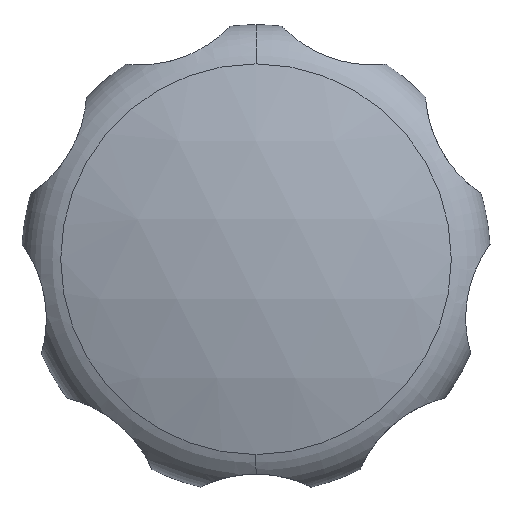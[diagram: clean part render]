
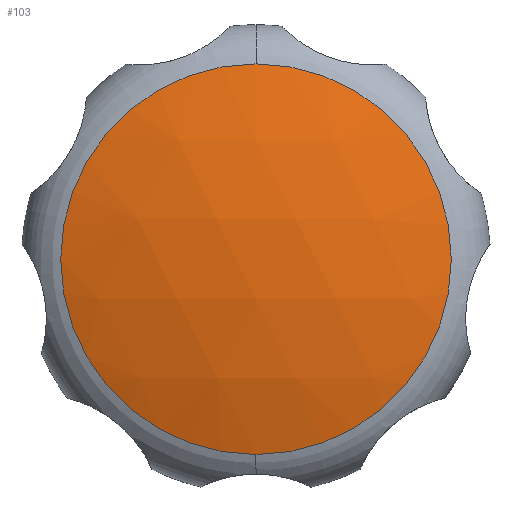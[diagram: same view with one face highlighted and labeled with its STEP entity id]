
A CAD part, top view. The second image highlights one B-rep face of the part: STEP entity #103.
In plain terms, the highlighted spherical face has radius 80.561 mm.
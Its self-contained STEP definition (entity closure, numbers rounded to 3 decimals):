
#103=ADVANCED_FACE('',(#201),#202,.T.);
#201=FACE_OUTER_BOUND('',#290,.T.);
#202=SPHERICAL_SURFACE('',#291,80.561);
#290=EDGE_LOOP('',(#529,#530,#531));
#291=AXIS2_PLACEMENT_3D('',#532,#533,#534);
#529=ORIENTED_EDGE('',*,*,#568,.T.);
#530=ORIENTED_EDGE('',*,*,#627,.T.);
#531=ORIENTED_EDGE('',*,*,#569,.T.);
#532=CARTESIAN_POINT('',(0.0,0.,-41.561));
#533=DIRECTION('',(0.0,-1.0,0.));
#534=DIRECTION('',(1.0,0.0,0.0));
#568=EDGE_CURVE('',#686,#684,#687,.T.);
#569=EDGE_CURVE('',#688,#686,#689,.T.);
#627=EDGE_CURVE('',#684,#688,#764,.T.);
#684=VERTEX_POINT('',#1121);
#686=VERTEX_POINT('',#1123);
#687=CIRCLE('',#1124,24.992);
#688=VERTEX_POINT('',#1125);
#689=CIRCLE('',#1126,24.992);
#764=CIRCLE('',#1319,24.992);
#1121=CARTESIAN_POINT('',(0.,24.992,35.025));
#1123=CARTESIAN_POINT('',(24.992,0.,35.025));
#1124=AXIS2_PLACEMENT_3D('',#1369,#1370,#1371);
#1125=CARTESIAN_POINT('',(0.,-24.992,35.025));
#1126=AXIS2_PLACEMENT_3D('',#1372,#1373,#1374);
#1319=AXIS2_PLACEMENT_3D('',#1443,#1444,#1445);
#1369=CARTESIAN_POINT('',(0.0,0.,35.025));
#1370=DIRECTION('',(-0.0,0.,1.0));
#1371=DIRECTION('',(1.0,0.0,0.0));
#1372=CARTESIAN_POINT('',(0.0,0.,35.025));
#1373=DIRECTION('',(-0.0,0.,1.0));
#1374=DIRECTION('',(1.0,0.0,0.0));
#1443=CARTESIAN_POINT('',(0.0,0.,35.025));
#1444=DIRECTION('',(-0.0,0.,1.0));
#1445=DIRECTION('',(1.0,0.0,0.0));
